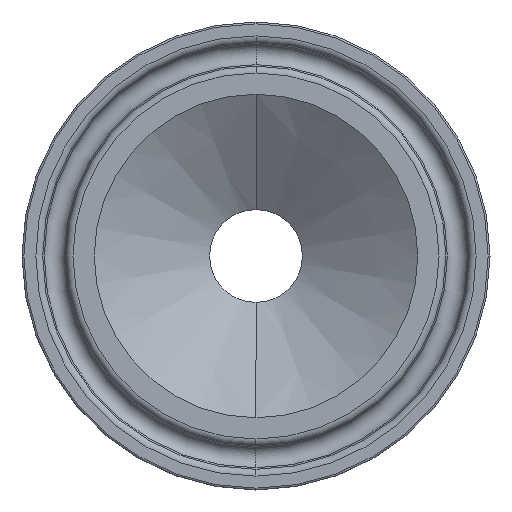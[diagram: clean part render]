
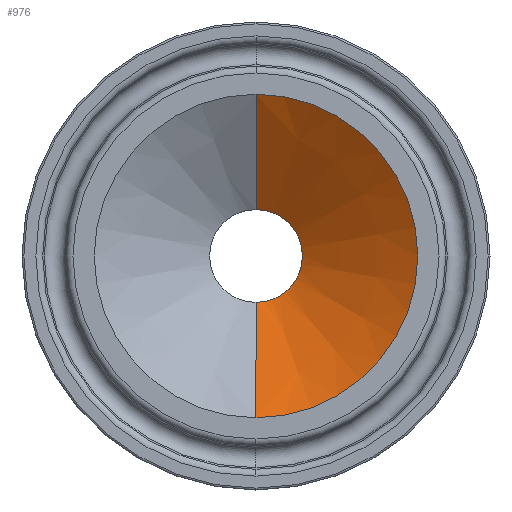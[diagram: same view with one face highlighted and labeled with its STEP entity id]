
A CAD part, left-side view. The second image highlights one B-rep face of the part: STEP entity #976.
In plain terms, the highlighted conical face has half-angle 57.276 degrees and reference radius 5 mm.
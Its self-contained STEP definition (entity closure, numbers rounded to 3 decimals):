
#42 = AXIS2_PLACEMENT_3D ( 'NONE', #225, #232, #891 ) ;
#47 = ORIENTED_EDGE ( 'NONE', *, *, #583, .F. ) ;
#85 = DIRECTION ( 'NONE',  ( -1., 0., 0. ) ) ;
#109 = ORIENTED_EDGE ( 'NONE', *, *, #472, .T. ) ;
#153 = CONICAL_SURFACE ( 'NONE', #853, 5., 1. ) ;
#225 = CARTESIAN_POINT ( 'NONE',  ( 0., 0., 0. ) ) ;
#232 = DIRECTION ( 'NONE',  ( -1., 0., 0. ) ) ;
#236 = CIRCLE ( 'NONE', #459, 5. ) ;
#242 = EDGE_CURVE ( 'NONE', #846, #687, #236, .T. ) ;
#243 = LINE ( 'NONE', #814, #784 ) ;
#260 = CARTESIAN_POINT ( 'NONE',  ( 8., 0., 5. ) ) ;
#317 = DIRECTION ( 'NONE',  ( 0., 0., 1. ) ) ;
#357 = CARTESIAN_POINT ( 'NONE',  ( 8., 0., -5. ) ) ;
#382 = VERTEX_POINT ( 'NONE', #704 ) ;
#459 = AXIS2_PLACEMENT_3D ( 'NONE', #600, #85, #838 ) ;
#469 = EDGE_LOOP ( 'NONE', ( #609, #627, #109, #47 ) ) ;
#472 = EDGE_CURVE ( 'NONE', #382, #771, #504, .T. ) ;
#504 = CIRCLE ( 'NONE', #42, 17.45 ) ;
#532 = CARTESIAN_POINT ( 'NONE',  ( 0., 0., 17.45 ) ) ;
#583 = EDGE_CURVE ( 'NONE', #687, #771, #243, .T. ) ;
#600 = CARTESIAN_POINT ( 'NONE',  ( 8., 0., 0. ) ) ;
#609 = ORIENTED_EDGE ( 'NONE', *, *, #242, .F. ) ;
#627 = ORIENTED_EDGE ( 'NONE', *, *, #962, .T. ) ;
#657 = VECTOR ( 'NONE', #816, 1000. ) ;
#687 = VERTEX_POINT ( 'NONE', #260 ) ;
#704 = CARTESIAN_POINT ( 'NONE',  ( 0., 0., -17.45 ) ) ;
#771 = VERTEX_POINT ( 'NONE', #532 ) ;
#784 = VECTOR ( 'NONE', #1052, 1000. ) ;
#799 = DIRECTION ( 'NONE',  ( -1., 0., 0. ) ) ;
#814 = CARTESIAN_POINT ( 'NONE',  ( 8., 0., 5. ) ) ;
#816 = DIRECTION ( 'NONE',  ( -0.541, 0., -0.841 ) ) ;
#838 = DIRECTION ( 'NONE',  ( 0., 0., 1. ) ) ;
#846 = VERTEX_POINT ( 'NONE', #357 ) ;
#853 = AXIS2_PLACEMENT_3D ( 'NONE', #957, #799, #317 ) ;
#891 = DIRECTION ( 'NONE',  ( 0., 0., 1. ) ) ;
#957 = CARTESIAN_POINT ( 'NONE',  ( 8., 0., 0. ) ) ;
#961 = CARTESIAN_POINT ( 'NONE',  ( 8., 0., -5. ) ) ;
#962 = EDGE_CURVE ( 'NONE', #846, #382, #1049, .T. ) ;
#976 = ADVANCED_FACE ( 'NONE', ( #1045 ), #153, .F. ) ;
#1045 = FACE_OUTER_BOUND ( 'NONE', #469, .T. ) ;
#1049 = LINE ( 'NONE', #961, #657 ) ;
#1052 = DIRECTION ( 'NONE',  ( -0.541, 0., 0.841 ) ) ;
